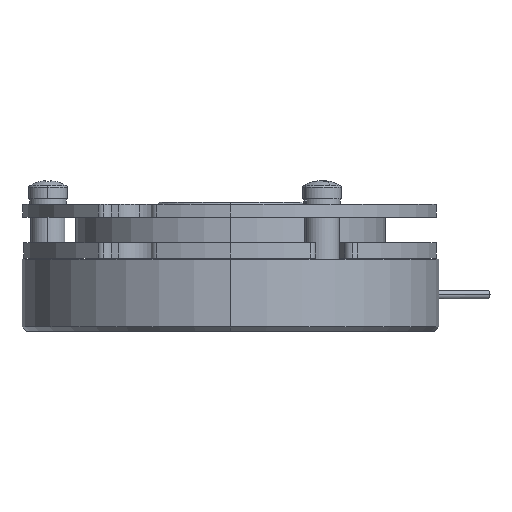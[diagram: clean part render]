
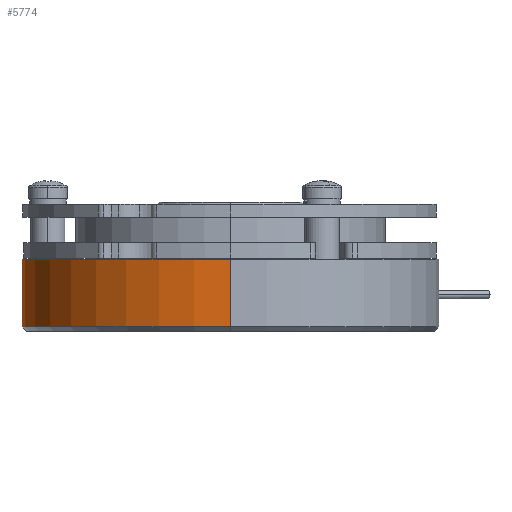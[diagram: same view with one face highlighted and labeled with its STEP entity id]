
A CAD part, left-side view. The second image highlights one B-rep face of the part: STEP entity #5774.
In plain terms, the highlighted cylindrical face has radius 48.5 mm (diameter 97 mm), a partial arc.
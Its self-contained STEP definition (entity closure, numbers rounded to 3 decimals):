
#1557 = CARTESIAN_POINT ( 'NONE',  ( -48.5, 0., 16.8 ) ) ;
#1558 = CARTESIAN_POINT ( 'NONE',  ( 48.5, 0., 16.8 ) ) ;
#1620 = DIRECTION ( 'NONE',  ( 1., 0., 0. ) ) ;
#1621 = DIRECTION ( 'NONE',  ( 0., 0., 1. ) ) ;
#1622 = CARTESIAN_POINT ( 'NONE',  ( 0., 0., 16.8 ) ) ;
#1623 = AXIS2_PLACEMENT_3D ( 'NONE', #1622, #1621, #1620 ) ;
#1624 = CIRCLE ( 'NONE', #1623, 48.5 ) ;
#1939 = FACE_OUTER_BOUND ( 'NONE', #5629, .T. ) ;
#1968 = AXIS2_PLACEMENT_3D ( 'NONE', #1969, #1972, #1971 ) ;
#1969 = CARTESIAN_POINT ( 'NONE',  ( 0., 0., 16.8 ) ) ;
#1970 = CYLINDRICAL_SURFACE ( 'NONE', #1968, 48.5 ) ;
#1971 = DIRECTION ( 'NONE',  ( -1., 0., 0. ) ) ;
#1972 = DIRECTION ( 'NONE',  ( 0., 0., -1. ) ) ;
#2086 = DIRECTION ( 'NONE',  ( 0., 0., -1. ) ) ;
#2087 = VECTOR ( 'NONE', #2086, 1000. ) ;
#2088 = CARTESIAN_POINT ( 'NONE',  ( 48.5, 0., 16.8 ) ) ;
#2159 = LINE ( 'NONE', #2088, #2087 ) ;
#2189 = DIRECTION ( 'NONE',  ( 0., 0., -1. ) ) ;
#2190 = VECTOR ( 'NONE', #2189, 1000. ) ;
#2191 = CARTESIAN_POINT ( 'NONE',  ( -48.5, 0., 16.8 ) ) ;
#2192 = LINE ( 'NONE', #2191, #2190 ) ;
#5384 = VERTEX_POINT ( 'NONE', #11062 ) ;
#5440 = VERTEX_POINT ( 'NONE', #11188 ) ;
#5443 = EDGE_CURVE ( 'NONE', #5384, #5440, #11203, .T. ) ;
#5615 = ORIENTED_EDGE ( 'NONE', *, *, #5616, .F. ) ;
#5616 = EDGE_CURVE ( 'NONE', #5617, #5618, #1624, .T. ) ;
#5617 = VERTEX_POINT ( 'NONE', #1558 ) ;
#5618 = VERTEX_POINT ( 'NONE', #1557 ) ;
#5629 = EDGE_LOOP ( 'NONE', ( #5615, #5765, #5767, #5768 ) ) ;
#5765 = ORIENTED_EDGE ( 'NONE', *, *, #5766, .T. ) ;
#5766 = EDGE_CURVE ( 'NONE', #5617, #5384, #2159, .T. ) ;
#5767 = ORIENTED_EDGE ( 'NONE', *, *, #5443, .T. ) ;
#5768 = ORIENTED_EDGE ( 'NONE', *, *, #5769, .F. ) ;
#5769 = EDGE_CURVE ( 'NONE', #5618, #5440, #2192, .T. ) ;
#5774 = ADVANCED_FACE ( 'NONE', ( #1939 ), #1970, .T. ) ;
#11062 = CARTESIAN_POINT ( 'NONE',  ( 48.5, 0., 1. ) ) ;
#11188 = CARTESIAN_POINT ( 'NONE',  ( -48.5, 0., 1. ) ) ;
#11199 = DIRECTION ( 'NONE',  ( 1., 0., 0. ) ) ;
#11200 = DIRECTION ( 'NONE',  ( 0., 0., 1. ) ) ;
#11201 = CARTESIAN_POINT ( 'NONE',  ( 0., 0., 1. ) ) ;
#11202 = AXIS2_PLACEMENT_3D ( 'NONE', #11201, #11200, #11199 ) ;
#11203 = CIRCLE ( 'NONE', #11202, 48.5 ) ;
